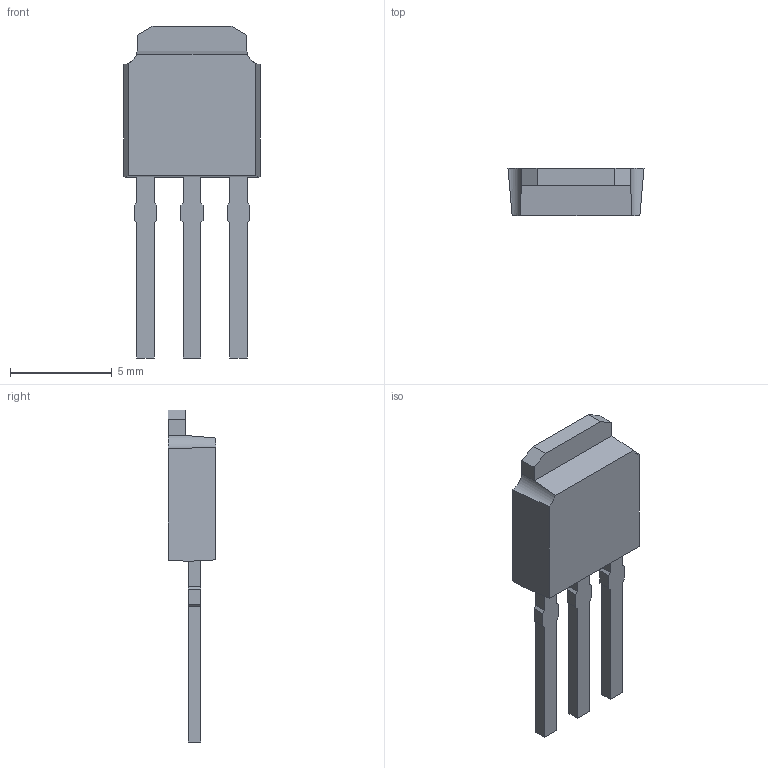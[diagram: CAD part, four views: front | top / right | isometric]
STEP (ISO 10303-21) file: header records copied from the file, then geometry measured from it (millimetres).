
FILE_DESCRIPTION(('STEP AP214'), '1');
FILE_NAME('TO-251AA', '', ('UNSPECIFIED'), ('UNSPECIFIED'), 'ASCON STEP Converter 1.3', 'ASCON Math Kernel', '');
FILE_SCHEMA(('AUTOMOTIVE_DESIGN { 1 0 10303 214 3 1 1}'));
Length unit declared in the file: millimetre
Bounding box: 6.7 x 2.35 x 16.35 mm (x, y, z)
Volume: 112.7 mm3; surface area: 301.9 mm2
Topology: 5 solids, 5 shells, 78 faces, 199 edges, 132 vertices
Faces by surface type: plane 72, cylinder 6
Entity records: 3015 total; most frequent: CARTESIAN_POINT 422, ORIENTED_EDGE 398, DIRECTION 365, EDGE_CURVE 199, LINE 183, VECTOR 183, VERTEX_POINT 132, AXIS2_PLACEMENT_3D 91
